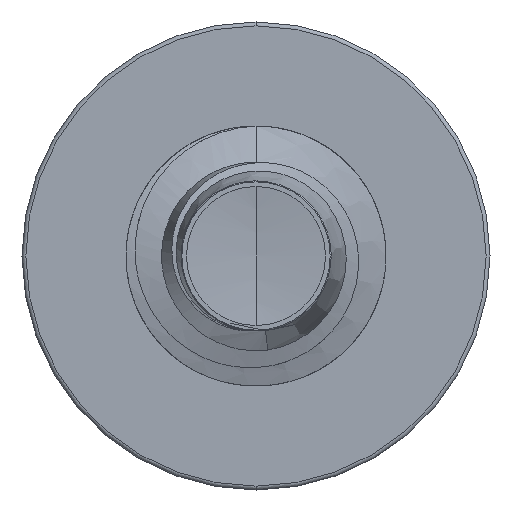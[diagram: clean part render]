
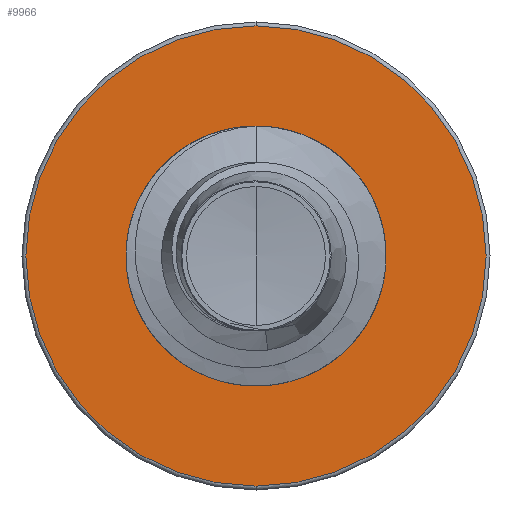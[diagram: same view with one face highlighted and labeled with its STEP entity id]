
A CAD part, front view. The second image highlights one B-rep face of the part: STEP entity #9966.
In plain terms, the highlighted planar face has unit normal (0, -1, 0).
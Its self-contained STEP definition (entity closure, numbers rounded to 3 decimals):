
#749 = EDGE_CURVE ( 'NONE', #2176, #12031, #12438, .T. ) ;
#884 = ORIENTED_EDGE ( 'NONE', *, *, #749, .F. ) ;
#962 = DIRECTION ( 'NONE',  ( 0., 0., 1. ) ) ;
#1010 = AXIS2_PLACEMENT_3D ( 'NONE', #6368, #12189, #1682 ) ;
#1053 = DIRECTION ( 'NONE',  ( 0., 1., 0. ) ) ;
#1073 = CARTESIAN_POINT ( 'NONE',  ( 0., 7.5, 0. ) ) ;
#1369 = VERTEX_POINT ( 'NONE', #10165 ) ;
#1634 = EDGE_LOOP ( 'NONE', ( #7439, #11922 ) ) ;
#1680 = CARTESIAN_POINT ( 'NONE',  ( 0., 7.5, 0. ) ) ;
#1682 = DIRECTION ( 'NONE',  ( 0., 0., 1. ) ) ;
#2176 = VERTEX_POINT ( 'NONE', #15178 ) ;
#2689 = FACE_OUTER_BOUND ( 'NONE', #13610, .T. ) ;
#2867 = DIRECTION ( 'NONE',  ( 0., 0., 1. ) ) ;
#3919 = CARTESIAN_POINT ( 'NONE',  ( 0., 7.5, 0. ) ) ;
#5050 = AXIS2_PLACEMENT_3D ( 'NONE', #3919, #12110, #5124 ) ;
#5124 = DIRECTION ( 'NONE',  ( 0., 0., 1. ) ) ;
#5719 = EDGE_CURVE ( 'NONE', #12031, #2176, #8164, .T. ) ;
#6029 = CIRCLE ( 'NONE', #10202, 0.986 ) ;
#6048 = CARTESIAN_POINT ( 'NONE',  ( 0., 7.5, 0. ) ) ;
#6187 = FACE_BOUND ( 'NONE', #1634, .T. ) ;
#6368 = CARTESIAN_POINT ( 'NONE',  ( 0., 7.5, -0.986 ) ) ;
#6608 = EDGE_CURVE ( 'NONE', #1369, #7066, #10915, .T. ) ;
#7066 = VERTEX_POINT ( 'NONE', #14883 ) ;
#7167 = DIRECTION ( 'NONE',  ( 0., 0., 1. ) ) ;
#7439 = ORIENTED_EDGE ( 'NONE', *, *, #6608, .T. ) ;
#7743 = AXIS2_PLACEMENT_3D ( 'NONE', #1073, #1053, #962 ) ;
#7786 = EDGE_CURVE ( 'NONE', #7066, #1369, #6029, .T. ) ;
#8164 = CIRCLE ( 'NONE', #5050, 1.77 ) ;
#8662 = PLANE ( 'NONE',  #1010 ) ;
#9277 = ORIENTED_EDGE ( 'NONE', *, *, #5719, .F. ) ;
#9760 = CARTESIAN_POINT ( 'NONE',  ( 0., 7.5, 1.77 ) ) ;
#9845 = DIRECTION ( 'NONE',  ( 0., 1., 0. ) ) ;
#9966 = ADVANCED_FACE ( 'NONE', ( #2689, #6187 ), #8662, .F. ) ;
#10165 = CARTESIAN_POINT ( 'NONE',  ( 0., 7.5, 0.986 ) ) ;
#10202 = AXIS2_PLACEMENT_3D ( 'NONE', #6048, #14209, #7167 ) ;
#10915 = CIRCLE ( 'NONE', #14428, 0.986 ) ;
#11922 = ORIENTED_EDGE ( 'NONE', *, *, #7786, .T. ) ;
#12031 = VERTEX_POINT ( 'NONE', #9760 ) ;
#12110 = DIRECTION ( 'NONE',  ( 0., 1., 0. ) ) ;
#12189 = DIRECTION ( 'NONE',  ( 0., 1., 0. ) ) ;
#12438 = CIRCLE ( 'NONE', #7743, 1.77 ) ;
#13610 = EDGE_LOOP ( 'NONE', ( #9277, #884 ) ) ;
#14209 = DIRECTION ( 'NONE',  ( 0., 1., 0. ) ) ;
#14428 = AXIS2_PLACEMENT_3D ( 'NONE', #1680, #9845, #2867 ) ;
#14883 = CARTESIAN_POINT ( 'NONE',  ( 0., 7.5, -0.986 ) ) ;
#15178 = CARTESIAN_POINT ( 'NONE',  ( 0., 7.5, -1.77 ) ) ;
